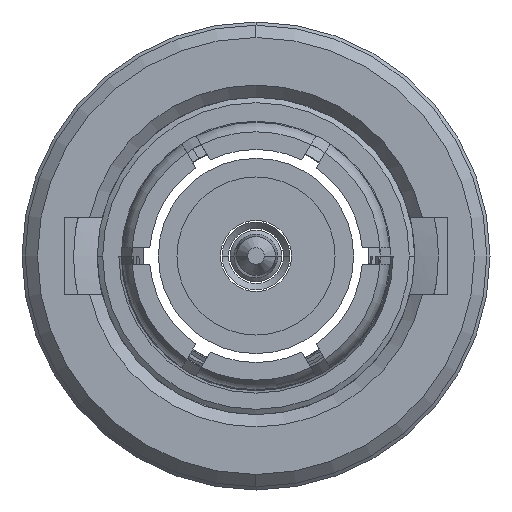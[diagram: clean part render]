
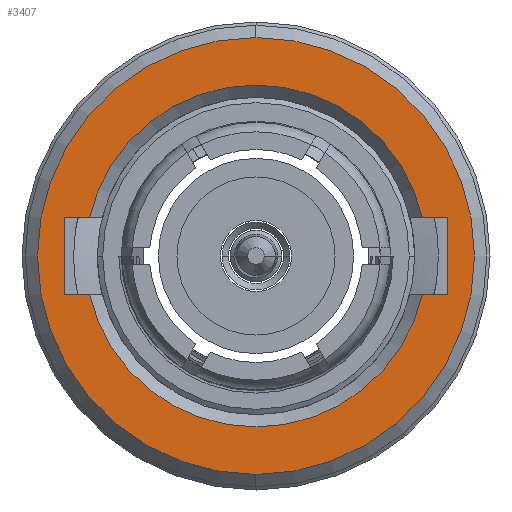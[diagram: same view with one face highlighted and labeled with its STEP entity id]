
A CAD part, left-side view. The second image highlights one B-rep face of the part: STEP entity #3407.
In plain terms, the highlighted planar face has unit normal (-1, 0, 0).
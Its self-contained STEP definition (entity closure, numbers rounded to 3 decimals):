
#2462=DIRECTION('',(0.,-1.,0.));
#2463=VECTOR('',#2462,0.784);
#2464=CARTESIAN_POINT('',(-0.777,-5.16,-1.194));
#2465=LINE('',#2464,#2463);
#2466=DIRECTION('',(0.,0.,1.));
#2467=VECTOR('',#2466,2.388);
#2468=CARTESIAN_POINT('',(-0.777,-5.944,-1.194));
#2469=LINE('',#2468,#2467);
#2470=DIRECTION('',(0.,1.,0.));
#2471=VECTOR('',#2470,0.784);
#2472=CARTESIAN_POINT('',(-0.777,-5.944,1.194));
#2473=LINE('',#2472,#2471);
#2474=DIRECTION('',(0.,1.,0.));
#2475=VECTOR('',#2474,0.784);
#2476=CARTESIAN_POINT('',(-0.777,5.16,1.194));
#2477=LINE('',#2476,#2475);
#2478=DIRECTION('',(0.,0.,-1.));
#2479=VECTOR('',#2478,2.388);
#2480=CARTESIAN_POINT('',(-0.777,5.944,1.194));
#2481=LINE('',#2480,#2479);
#2482=DIRECTION('',(0.,-1.,0.));
#2483=VECTOR('',#2482,0.784);
#2484=CARTESIAN_POINT('',(-0.777,5.944,-1.194));
#2485=LINE('',#2484,#2483);
#2486=CARTESIAN_POINT('',(-0.777,0.,0.));
#2487=DIRECTION('',(1.,0.,0.));
#2488=DIRECTION('',(0.,0.,1.));
#2489=AXIS2_PLACEMENT_3D('',#2486,#2487,#2488);
#2504=CARTESIAN_POINT('',(-0.777,0.,0.));
#2505=DIRECTION('',(1.,0.,0.));
#2506=DIRECTION('',(0.,0.,-1.));
#2507=AXIS2_PLACEMENT_3D('',#2504,#2505,#2506);
#2629=CARTESIAN_POINT('',(-0.777,0.,0.));
#2630=DIRECTION('',(1.,0.,0.));
#2631=DIRECTION('',(0.,-0.974,-0.225));
#2632=AXIS2_PLACEMENT_3D('',#2629,#2630,#2631);
#2644=CARTESIAN_POINT('',(-0.777,0.,0.));
#2645=DIRECTION('',(1.,0.,0.));
#2646=DIRECTION('',(0.,0.974,0.225));
#2647=AXIS2_PLACEMENT_3D('',#2644,#2645,#2646);
#3244=CARTESIAN_POINT('',(-0.777,0.,-6.769));
#3245=CARTESIAN_POINT('',(-0.777,0.,6.769));
#3246=VERTEX_POINT('',#3244);
#3247=VERTEX_POINT('',#3245);
#3276=CARTESIAN_POINT('',(-0.777,5.16,1.194));
#3277=CARTESIAN_POINT('',(-0.777,5.944,1.194));
#3278=VERTEX_POINT('',#3276);
#3279=VERTEX_POINT('',#3277);
#3280=CARTESIAN_POINT('',(-0.777,5.944,-1.194));
#3281=VERTEX_POINT('',#3280);
#3282=CARTESIAN_POINT('',(-0.777,5.16,-1.194));
#3283=VERTEX_POINT('',#3282);
#3290=CARTESIAN_POINT('',(-0.777,-5.16,-1.194));
#3291=CARTESIAN_POINT('',(-0.777,-5.944,-1.194));
#3292=VERTEX_POINT('',#3290);
#3293=VERTEX_POINT('',#3291);
#3294=CARTESIAN_POINT('',(-0.777,-5.944,1.194));
#3295=VERTEX_POINT('',#3294);
#3296=CARTESIAN_POINT('',(-0.777,-5.16,1.194));
#3297=VERTEX_POINT('',#3296);
#3378=CARTESIAN_POINT('',(-0.777,0.,0.));
#3379=DIRECTION('',(1.,0.,0.));
#3380=DIRECTION('',(0.,0.,1.));
#3381=AXIS2_PLACEMENT_3D('',#3378,#3379,#3380);
#3382=PLANE('',#3381);
#3384=ORIENTED_EDGE('',*,*,#3383,.T.);
#3386=ORIENTED_EDGE('',*,*,#3385,.T.);
#3387=EDGE_LOOP('',(#3384,#3386));
#3388=FACE_OUTER_BOUND('',#3387,.F.);
#3390=ORIENTED_EDGE('',*,*,#3389,.T.);
#3392=ORIENTED_EDGE('',*,*,#3391,.T.);
#3394=ORIENTED_EDGE('',*,*,#3393,.T.);
#3396=ORIENTED_EDGE('',*,*,#3395,.F.);
#3398=ORIENTED_EDGE('',*,*,#3397,.T.);
#3400=ORIENTED_EDGE('',*,*,#3399,.T.);
#3402=ORIENTED_EDGE('',*,*,#3401,.T.);
#3404=ORIENTED_EDGE('',*,*,#3403,.F.);
#3405=EDGE_LOOP('',(#3390,#3392,#3394,#3396,#3398,#3400,#3402,#3404));
#3406=FACE_BOUND('',#3405,.F.);
#2490=CIRCLE('',#2489,6.769);
#2508=CIRCLE('',#2507,6.769);
#2633=CIRCLE('',#2632,5.296);
#2648=CIRCLE('',#2647,5.296);
#3383=EDGE_CURVE('',#3247,#3246,#2490,.T.);
#3385=EDGE_CURVE('',#3246,#3247,#2508,.T.);
#3389=EDGE_CURVE('',#3292,#3293,#2465,.T.);
#3391=EDGE_CURVE('',#3293,#3295,#2469,.T.);
#3393=EDGE_CURVE('',#3295,#3297,#2473,.T.);
#3395=EDGE_CURVE('',#3278,#3297,#2648,.T.);
#3397=EDGE_CURVE('',#3278,#3279,#2477,.T.);
#3399=EDGE_CURVE('',#3279,#3281,#2481,.T.);
#3401=EDGE_CURVE('',#3281,#3283,#2485,.T.);
#3403=EDGE_CURVE('',#3292,#3283,#2633,.T.);
#3407=ADVANCED_FACE('',(#3388,#3406),#3382,.F.);
